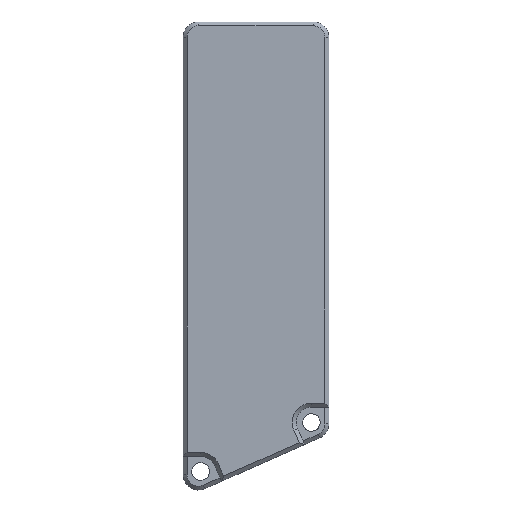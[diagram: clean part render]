
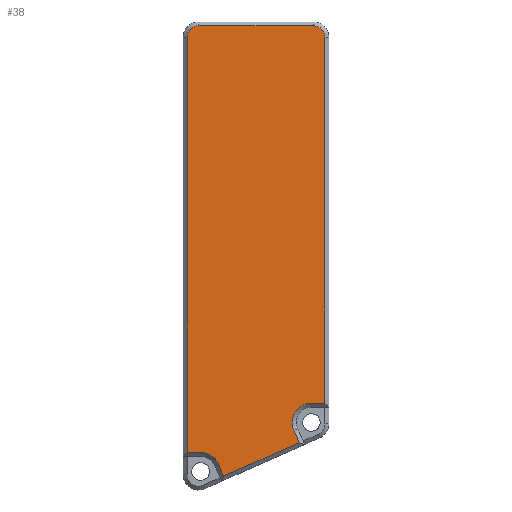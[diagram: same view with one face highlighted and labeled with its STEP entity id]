
A CAD part, top view. The second image highlights one B-rep face of the part: STEP entity #38.
In plain terms, the highlighted planar face has unit normal (0, 0, 1).
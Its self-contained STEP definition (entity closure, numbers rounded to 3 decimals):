
#38=ADVANCED_FACE('',(#76),#583,.T.);
#76=FACE_OUTER_BOUND('',#118,.T.);
#118=EDGE_LOOP('',(#239,#240,#241,#242,#243,#244,#245,#246,#247,#248,#249,
#250));
#239=ORIENTED_EDGE('',*,*,#383,.T.);
#240=ORIENTED_EDGE('',*,*,#399,.T.);
#241=ORIENTED_EDGE('',*,*,#384,.T.);
#242=ORIENTED_EDGE('',*,*,#385,.T.);
#243=ORIENTED_EDGE('',*,*,#410,.T.);
#244=ORIENTED_EDGE('',*,*,#386,.T.);
#245=ORIENTED_EDGE('',*,*,#387,.T.);
#246=ORIENTED_EDGE('',*,*,#388,.T.);
#247=ORIENTED_EDGE('',*,*,#389,.T.);
#248=ORIENTED_EDGE('',*,*,#406,.T.);
#249=ORIENTED_EDGE('',*,*,#390,.T.);
#250=ORIENTED_EDGE('',*,*,#402,.T.);
#383=EDGE_CURVE('',#554,#555,#450,.T.);
#384=EDGE_CURVE('',#556,#557,#451,.T.);
#385=EDGE_CURVE('',#557,#558,#452,.T.);
#386=EDGE_CURVE('',#559,#560,#453,.T.);
#387=EDGE_CURVE('',#560,#561,#454,.T.);
#388=EDGE_CURVE('',#561,#562,#455,.T.);
#389=EDGE_CURVE('',#562,#563,#503,.T.);
#390=EDGE_CURVE('',#564,#565,#456,.T.);
#399=EDGE_CURVE('',#555,#556,#504,.T.);
#402=EDGE_CURVE('',#565,#554,#505,.T.);
#406=EDGE_CURVE('',#563,#564,#469,.T.);
#410=EDGE_CURVE('',#558,#559,#508,.T.);
#450=B_SPLINE_CURVE_WITH_KNOTS('',1,(#1003,#1004),.UNSPECIFIED.,.F.,.F.,
(2,2),(0.,14.97),.UNSPECIFIED.);
#451=B_SPLINE_CURVE_WITH_KNOTS('',1,(#1005,#1006),.UNSPECIFIED.,.F.,.F.,
(2,2),(0.,54.041),.UNSPECIFIED.);
#452=B_SPLINE_CURVE_WITH_KNOTS('',1,(#1007,#1008),.UNSPECIFIED.,.F.,.F.,
(2,2),(0.,1.769),.UNSPECIFIED.);
#453=B_SPLINE_CURVE_WITH_KNOTS('',1,(#1009,#1010),.UNSPECIFIED.,.F.,.F.,
(2,2),(0.,1.769),.UNSPECIFIED.);
#454=B_SPLINE_CURVE_WITH_KNOTS('',1,(#1011,#1012),.UNSPECIFIED.,.F.,.F.,
(2,2),(0.,10.783),.UNSPECIFIED.);
#455=B_SPLINE_CURVE_WITH_KNOTS('',1,(#1013,#1014),.UNSPECIFIED.,.F.,.F.,
(2,2),(0.,1.769),.UNSPECIFIED.);
#456=B_SPLINE_CURVE_WITH_KNOTS('',1,(#1020,#1021),.UNSPECIFIED.,.F.,.F.,
(2,2),(0.,47.652),.UNSPECIFIED.);
#469=B_SPLINE_CURVE_WITH_KNOTS('',1,(#1097,#1098),.UNSPECIFIED.,.F.,.F.,
(2,2),(-1.769,0.),.UNSPECIFIED.);
#503=(
BOUNDED_CURVE()
B_SPLINE_CURVE(2,(#1015,#1016,#1017,#1018,#1019),.UNSPECIFIED.,.F.,.F.)
B_SPLINE_CURVE_WITH_KNOTS((3,2,3),(0.,2.711,5.423),
 .UNSPECIFIED.)
CURVE()
GEOMETRIC_REPRESENTATION_ITEM()
RATIONAL_B_SPLINE_CURVE((1.,0.879,1.,0.879,1.))
REPRESENTATION_ITEM('')
);
#504=(
BOUNDED_CURVE()
B_SPLINE_CURVE(2,(#1078,#1079,#1080),.UNSPECIFIED.,.F.,.F.)
B_SPLINE_CURVE_WITH_KNOTS((3,3),(-2.356,0.),.UNSPECIFIED.)
CURVE()
GEOMETRIC_REPRESENTATION_ITEM()
RATIONAL_B_SPLINE_CURVE((1.,0.707,1.))
REPRESENTATION_ITEM('')
);
#505=(
BOUNDED_CURVE()
B_SPLINE_CURVE(2,(#1085,#1086,#1087),.UNSPECIFIED.,.F.,.F.)
B_SPLINE_CURVE_WITH_KNOTS((3,3),(-2.356,0.),.UNSPECIFIED.)
CURVE()
GEOMETRIC_REPRESENTATION_ITEM()
RATIONAL_B_SPLINE_CURVE((1.,0.707,1.))
REPRESENTATION_ITEM('')
);
#508=(
BOUNDED_CURVE()
B_SPLINE_CURVE(2,(#1106,#1107,#1108),.UNSPECIFIED.,.F.,.F.)
B_SPLINE_CURVE_WITH_KNOTS((3,3),(-2.885,0.),
 .UNSPECIFIED.)
CURVE()
GEOMETRIC_REPRESENTATION_ITEM()
RATIONAL_B_SPLINE_CURVE((1.,0.838,1.))
REPRESENTATION_ITEM('')
);
#554=VERTEX_POINT('',#815);
#555=VERTEX_POINT('',#816);
#556=VERTEX_POINT('',#817);
#557=VERTEX_POINT('',#818);
#558=VERTEX_POINT('',#819);
#559=VERTEX_POINT('',#820);
#560=VERTEX_POINT('',#821);
#561=VERTEX_POINT('',#822);
#562=VERTEX_POINT('',#823);
#563=VERTEX_POINT('',#824);
#564=VERTEX_POINT('',#825);
#565=VERTEX_POINT('',#826);
#583=PLANE('',#643);
#643=AXIS2_PLACEMENT_3D('',#713,#678,$);
#678=DIRECTION('',(0.,0.,1.));
#713=CARTESIAN_POINT('',(65.98,-24.55,11.63));
#815=CARTESIAN_POINT('',(84.259,39.974,11.63));
#816=CARTESIAN_POINT('',(69.289,39.974,11.63));
#817=CARTESIAN_POINT('',(67.789,38.474,11.63));
#818=CARTESIAN_POINT('',(67.789,-15.567,11.63));
#819=CARTESIAN_POINT('',(69.558,-15.567,11.63));
#820=CARTESIAN_POINT('',(71.844,-17.055,11.63));
#821=CARTESIAN_POINT('',(72.56,-18.673,11.63));
#822=CARTESIAN_POINT('',(82.42,-14.308,11.63));
#823=CARTESIAN_POINT('',(81.704,-12.69,11.63));
#824=CARTESIAN_POINT('',(83.99,-9.178,11.63));
#825=CARTESIAN_POINT('',(85.759,-9.178,11.63));
#826=CARTESIAN_POINT('',(85.759,38.474,11.63));
#1003=CARTESIAN_POINT('',(84.259,39.974,11.63));
#1004=CARTESIAN_POINT('',(69.289,39.974,11.63));
#1005=CARTESIAN_POINT('',(67.789,38.474,11.63));
#1006=CARTESIAN_POINT('',(67.789,-15.567,11.63));
#1007=CARTESIAN_POINT('',(67.789,-15.567,11.63));
#1008=CARTESIAN_POINT('',(69.558,-15.567,11.63));
#1009=CARTESIAN_POINT('',(71.844,-17.055,11.63));
#1010=CARTESIAN_POINT('',(72.56,-18.673,11.63));
#1011=CARTESIAN_POINT('',(72.56,-18.673,11.63));
#1012=CARTESIAN_POINT('',(82.42,-14.308,11.63));
#1013=CARTESIAN_POINT('',(82.42,-14.308,11.63));
#1014=CARTESIAN_POINT('',(81.704,-12.69,11.63));
#1015=CARTESIAN_POINT('',(81.704,-12.69,11.63));
#1016=CARTESIAN_POINT('',(81.155,-11.45,11.63));
#1017=CARTESIAN_POINT('',(81.895,-10.314,11.63));
#1018=CARTESIAN_POINT('',(82.634,-9.178,11.63));
#1019=CARTESIAN_POINT('',(83.99,-9.178,11.63));
#1020=CARTESIAN_POINT('',(85.759,-9.178,11.63));
#1021=CARTESIAN_POINT('',(85.759,38.474,11.63));
#1078=CARTESIAN_POINT('',(69.289,39.974,11.63));
#1079=CARTESIAN_POINT('',(67.789,39.974,11.63));
#1080=CARTESIAN_POINT('',(67.789,38.474,11.63));
#1085=CARTESIAN_POINT('',(85.759,38.474,11.63));
#1086=CARTESIAN_POINT('',(85.759,39.974,11.63));
#1087=CARTESIAN_POINT('',(84.259,39.974,11.63));
#1097=CARTESIAN_POINT('',(83.99,-9.178,11.63));
#1098=CARTESIAN_POINT('',(85.759,-9.178,11.63));
#1106=CARTESIAN_POINT('',(69.558,-15.567,11.63));
#1107=CARTESIAN_POINT('',(71.185,-15.567,11.63));
#1108=CARTESIAN_POINT('',(71.844,-17.055,11.63));
